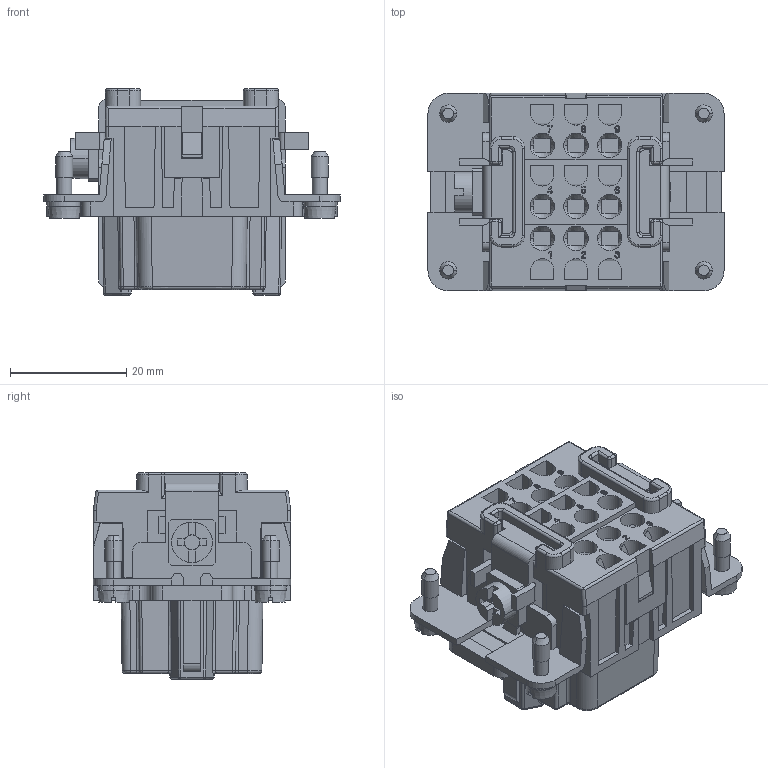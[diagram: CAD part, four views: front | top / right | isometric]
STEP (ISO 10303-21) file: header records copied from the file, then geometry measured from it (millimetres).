
FILE_DESCRIPTION(('Creo Elements/Direct Modeling STEP Export'),'2;1');
FILE_NAME('CDSF_09.stp','2012-02-20T16:53:08',(''),(''),'Creo Elements/Direct Modeling STEP processor for AP214 (Solid Model)','Creo Elements/Direct Modeling 17.0D 15-Jul-2011 (C) Parametric Technology GmbH','');
FILE_SCHEMA(('AUTOMOTIVE_DESIGN { 1 0 10303 214 1 1 1 1 }'));
Products named in the file (2): CDSF_09
Assembly tree (1 placements, depth 2):
  CDSF_09
    CDSF_09
Bounding box: 51 x 34 x 35.6 mm (x, y, z)
Volume: 25483.8 mm3; surface area: 14897.3 mm2
Topology: 1 solids, 2 shells, 3014 faces, 8437 edges, 5554 vertices
Faces by surface type: plane 2540, cylinder 343, cone 52, bspline 40, torus 22, extrusion 9, sphere 8
Entity records: 112031 total; most frequent: CARTESIAN_POINT 26424, ORIENTED_EDGE 16858, DIRECTION 14381, EDGE_CURVE 8429, VECTOR 7351, LINE 7342, VERTEX_POINT 5554, AXIS2_PLACEMENT_3D 3515
